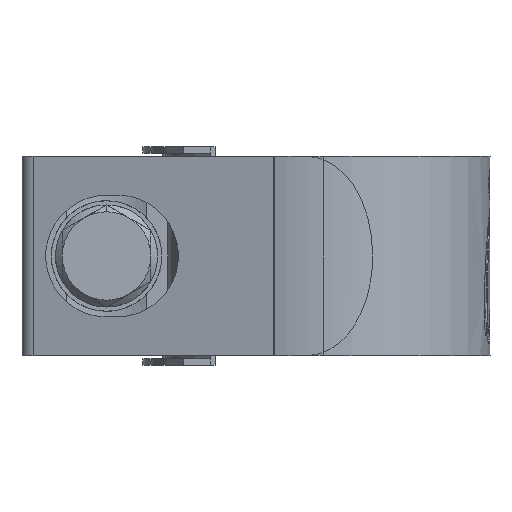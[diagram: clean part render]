
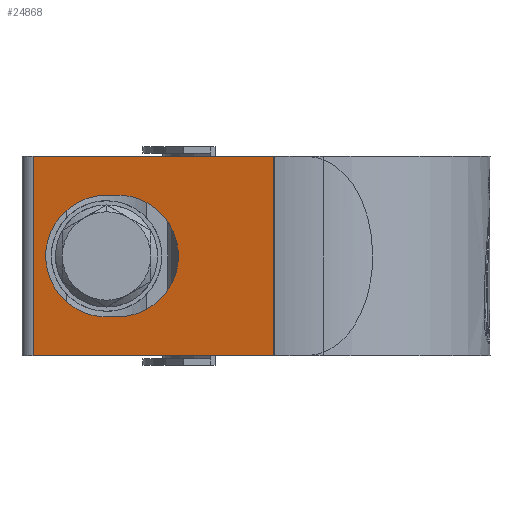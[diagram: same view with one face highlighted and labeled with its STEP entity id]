
A CAD part, left-side view. The second image highlights one B-rep face of the part: STEP entity #24868.
In plain terms, the highlighted planar face has unit normal (-0.974, 0.228, 0).
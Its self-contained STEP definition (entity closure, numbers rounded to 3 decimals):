
#785 = LINE ( 'NONE', #26867, #26400 ) ;
#1115 = VERTEX_POINT ( 'NONE', #29596 ) ;
#1440 = LINE ( 'NONE', #24904, #18953 ) ;
#1806 = VERTEX_POINT ( 'NONE', #32454 ) ;
#2062 = VERTEX_POINT ( 'NONE', #24769 ) ;
#2371 = CARTESIAN_POINT ( 'NONE',  ( -11.855, 18.585, -5.5 ) ) ;
#2927 = VERTEX_POINT ( 'NONE', #31151 ) ;
#3790 = VERTEX_POINT ( 'NONE', #28448 ) ;
#5007 = DIRECTION ( 'NONE',  ( 0.974, -0.228, 0. ) ) ;
#5835 = EDGE_CURVE ( 'NONE', #26680, #28741, #1440, .T. ) ;
#5952 =( BOUNDED_CURVE ( )  B_SPLINE_CURVE ( 3, ( #19756, #14189, #32993, #27422 ),
 .UNSPECIFIED., .F., .T. ) 
 B_SPLINE_CURVE_WITH_KNOTS ( ( 4, 4 ),
 ( 1.571, 4.712 ),
 .UNSPECIFIED. ) 
 CURVE ( )  GEOMETRIC_REPRESENTATION_ITEM ( )  RATIONAL_B_SPLINE_CURVE ( ( 1., 0.333, 0.333, 1. ) ) 
 REPRESENTATION_ITEM ( '' )  );
#6873 = CARTESIAN_POINT ( 'NONE',  ( -15.163, 4.451, -5.5 ) ) ;
#7525 = EDGE_LOOP ( 'NONE', ( #29304, #19174, #13596, #23658 ) ) ;
#7795 = ORIENTED_EDGE ( 'NONE', *, *, #23725, .T. ) ;
#8120 = FACE_BOUND ( 'NONE', #7525, .T. ) ;
#9049 = EDGE_CURVE ( 'NONE', #1115, #28385, #24104, .T. ) ;
#9085 = DIRECTION ( 'NONE',  ( 0.228, 0.974, 0. ) ) ;
#11218 = EDGE_CURVE ( 'NONE', #2062, #1115, #28088, .T. ) ;
#11408 = CARTESIAN_POINT ( 'NONE',  ( -11.621, 19.585, 5.5 ) ) ;
#12240 = CARTESIAN_POINT ( 'NONE',  ( -15.163, 4.451, 9. ) ) ;
#12318 = CARTESIAN_POINT ( 'NONE',  ( -11.855, 18.585, 5.5 ) ) ;
#13596 = ORIENTED_EDGE ( 'NONE', *, *, #13798, .F. ) ;
#13798 = EDGE_CURVE ( 'NONE', #28741, #2927, #5952, .T. ) ;
#14189 = CARTESIAN_POINT ( 'NONE',  ( -9.046, 30.585, 5.5 ) ) ;
#14851 = DIRECTION ( 'NONE',  ( 0., 0., -1. ) ) ;
#15084 = EDGE_LOOP ( 'NONE', ( #7795, #25779, #29498, #19105 ) ) ;
#17475 = DIRECTION ( 'NONE',  ( -0.228, -0.974, 0. ) ) ;
#17804 = LINE ( 'NONE', #28451, #28012 ) ;
#18514 = EDGE_CURVE ( 'NONE', #2062, #1806, #17804, .T. ) ;
#18734 = PLANE ( 'NONE',  #31440 ) ;
#18953 = VECTOR ( 'NONE', #27363, 1000. ) ;
#19105 = ORIENTED_EDGE ( 'NONE', *, *, #18514, .T. ) ;
#19174 = ORIENTED_EDGE ( 'NONE', *, *, #30328, .F. ) ;
#19206 = DIRECTION ( 'NONE',  ( -0.228, -0.974, 0. ) ) ;
#19756 = CARTESIAN_POINT ( 'NONE',  ( -11.621, 19.585, 5.5 ) ) ;
#21161 = CARTESIAN_POINT ( 'NONE',  ( -14.43, 7.585, 5.5 ) ) ;
#21275 = VECTOR ( 'NONE', #22854, 1000. ) ;
#21525 = FACE_OUTER_BOUND ( 'NONE', #15084, .T. ) ;
#22854 = DIRECTION ( 'NONE',  ( -0.228, -0.974, 0. ) ) ;
#23418 = CARTESIAN_POINT ( 'NONE',  ( -14.43, 7.585, -5.5 ) ) ;
#23480 = EDGE_CURVE ( 'NONE', #3790, #26680, #34261, .T. ) ;
#23658 = ORIENTED_EDGE ( 'NONE', *, *, #5835, .F. ) ;
#23725 = EDGE_CURVE ( 'NONE', #1806, #28385, #785, .T. ) ;
#24104 = LINE ( 'NONE', #28848, #28057 ) ;
#24769 = CARTESIAN_POINT ( 'NONE',  ( -10.066, 26.228, 9. ) ) ;
#24868 = ADVANCED_FACE ( 'NONE', ( #21525, #8120 ), #18734, .F. ) ;
#24904 = CARTESIAN_POINT ( 'NONE',  ( -15.163, 4.451, 5.5 ) ) ;
#25779 = ORIENTED_EDGE ( 'NONE', *, *, #9049, .F. ) ;
#26400 = VECTOR ( 'NONE', #19206, 1000. ) ;
#26680 = VERTEX_POINT ( 'NONE', #12318 ) ;
#26867 = CARTESIAN_POINT ( 'NONE',  ( -15.163, 4.451, -9. ) ) ;
#27363 = DIRECTION ( 'NONE',  ( 0.228, 0.974, 0. ) ) ;
#27422 = CARTESIAN_POINT ( 'NONE',  ( -11.621, 19.585, -5.5 ) ) ;
#27566 = VECTOR ( 'NONE', #17475, 1000. ) ;
#27900 = CARTESIAN_POINT ( 'NONE',  ( -15.163, 4.451, -9. ) ) ;
#28012 = VECTOR ( 'NONE', #14851, 1000. ) ;
#28057 = VECTOR ( 'NONE', #29523, 1000. ) ;
#28088 = LINE ( 'NONE', #12240, #21275 ) ;
#28385 = VERTEX_POINT ( 'NONE', #27900 ) ;
#28448 = CARTESIAN_POINT ( 'NONE',  ( -11.855, 18.585, -5.5 ) ) ;
#28451 = CARTESIAN_POINT ( 'NONE',  ( -10.066, 26.228, 9. ) ) ;
#28741 = VERTEX_POINT ( 'NONE', #11408 ) ;
#28848 = CARTESIAN_POINT ( 'NONE',  ( -15.163, 4.451, 9. ) ) ;
#29166 = CARTESIAN_POINT ( 'NONE',  ( -11.855, 18.585, 5.5 ) ) ;
#29304 = ORIENTED_EDGE ( 'NONE', *, *, #23480, .F. ) ;
#29498 = ORIENTED_EDGE ( 'NONE', *, *, #11218, .F. ) ;
#29523 = DIRECTION ( 'NONE',  ( 0., 0., -1. ) ) ;
#29596 = CARTESIAN_POINT ( 'NONE',  ( -15.163, 4.451, 9. ) ) ;
#30328 = EDGE_CURVE ( 'NONE', #2927, #3790, #34054, .T. ) ;
#31151 = CARTESIAN_POINT ( 'NONE',  ( -11.621, 19.585, -5.5 ) ) ;
#31440 = AXIS2_PLACEMENT_3D ( 'NONE', #32151, #5007, #9085 ) ;
#32151 = CARTESIAN_POINT ( 'NONE',  ( -15.163, 4.451, 9. ) ) ;
#32454 = CARTESIAN_POINT ( 'NONE',  ( -10.066, 26.228, -9. ) ) ;
#32993 = CARTESIAN_POINT ( 'NONE',  ( -9.046, 30.585, -5.5 ) ) ;
#34054 = LINE ( 'NONE', #6873, #27566 ) ;
#34261 =( BOUNDED_CURVE ( )  B_SPLINE_CURVE ( 3, ( #2371, #23418, #21161, #29166 ),
 .UNSPECIFIED., .F., .F. ) 
 B_SPLINE_CURVE_WITH_KNOTS ( ( 4, 4 ),
 ( 4.712, 7.854 ),
 .UNSPECIFIED. ) 
 CURVE ( )  GEOMETRIC_REPRESENTATION_ITEM ( )  RATIONAL_B_SPLINE_CURVE ( ( 1., 0.333, 0.333, 1. ) ) 
 REPRESENTATION_ITEM ( '' )  );
